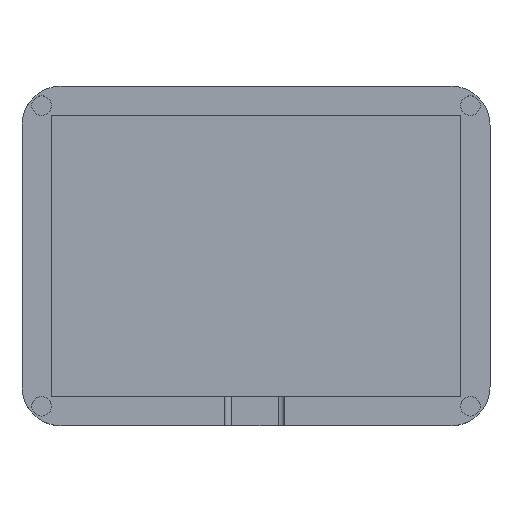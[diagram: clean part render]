
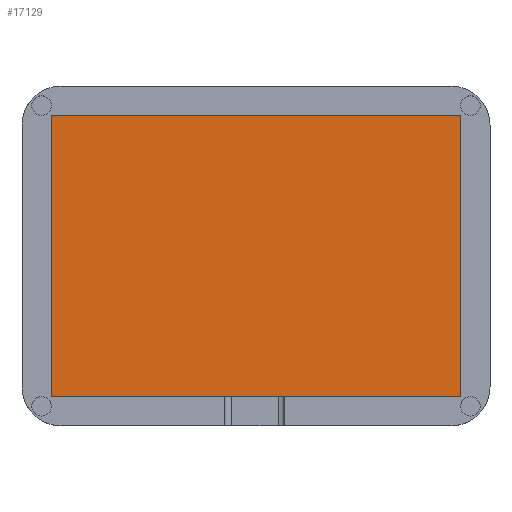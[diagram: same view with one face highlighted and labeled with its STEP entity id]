
A CAD part, top view. The second image highlights one B-rep face of the part: STEP entity #17129.
In plain terms, the highlighted planar face has unit normal (0, 0, 1).
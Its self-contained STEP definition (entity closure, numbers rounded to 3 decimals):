
#730=PLANE('',#17524);
#1638=FACE_OUTER_BOUND('',#2589,.T.);
#2589=EDGE_LOOP('',(#15733,#15734,#15735,#15736));
#3918=LINE('',#34211,#5273);
#3921=LINE('',#34216,#5276);
#3939=LINE('',#34535,#5294);
#3943=LINE('',#34543,#5298);
#5273=VECTOR('',#19479,10.);
#5276=VECTOR('',#19484,10.);
#5294=VECTOR('',#19626,10.);
#5298=VECTOR('',#19638,10.);
#7964=VERTEX_POINT('',#34208);
#7965=VERTEX_POINT('',#34210);
#7966=VERTEX_POINT('',#34214);
#7993=VERTEX_POINT('',#34533);
#10510=EDGE_CURVE('',#7965,#7964,#3918,.T.);
#10513=EDGE_CURVE('',#7964,#7966,#3921,.T.);
#10569=EDGE_CURVE('',#7966,#7993,#3939,.T.);
#10573=EDGE_CURVE('',#7993,#7965,#3943,.T.);
#15733=ORIENTED_EDGE('',*,*,#10513,.T.);
#15734=ORIENTED_EDGE('',*,*,#10569,.T.);
#15735=ORIENTED_EDGE('',*,*,#10573,.T.);
#15736=ORIENTED_EDGE('',*,*,#10510,.T.);
#17129=ADVANCED_FACE('',(#1638),#730,.T.);
#17524=AXIS2_PLACEMENT_3D('',#34546,#19642,#19643);
#19479=DIRECTION('',(0.,-1.,0.));
#19484=DIRECTION('',(1.,0.,0.));
#19626=DIRECTION('',(0.,1.,0.));
#19638=DIRECTION('',(-1.,0.,0.));
#19642=DIRECTION('center_axis',(0.,0.,1.));
#19643=DIRECTION('ref_axis',(1.,0.,0.));
#34208=CARTESIAN_POINT('',(-47.944,-13.59,1.));
#34210=CARTESIAN_POINT('',(-47.944,29.574,1.));
#34211=CARTESIAN_POINT('',(-47.944,-13.59,1.));
#34214=CARTESIAN_POINT('',(14.905,-13.59,1.));
#34216=CARTESIAN_POINT('',(14.905,-13.59,1.));
#34533=CARTESIAN_POINT('',(14.905,29.574,1.));
#34535=CARTESIAN_POINT('',(14.905,29.574,1.));
#34543=CARTESIAN_POINT('',(-47.944,29.574,1.));
#34546=CARTESIAN_POINT('Origin',(-16.519,7.992,1.));
